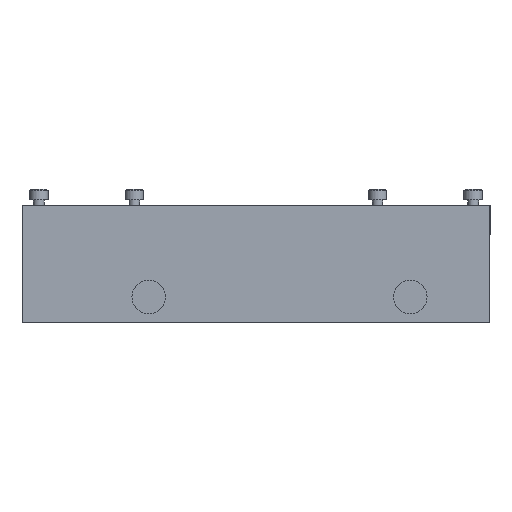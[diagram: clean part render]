
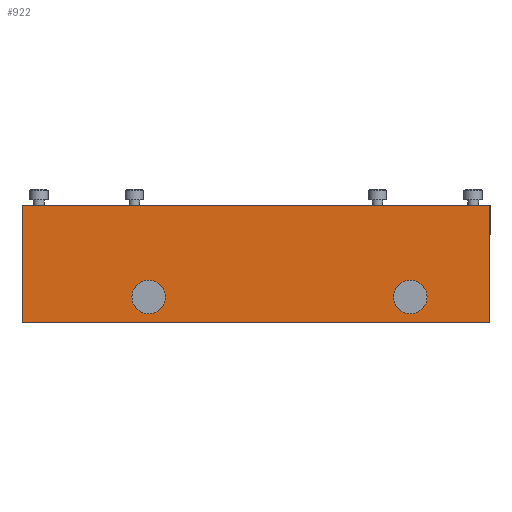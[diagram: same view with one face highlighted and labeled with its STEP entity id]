
A CAD part, left-side view. The second image highlights one B-rep face of the part: STEP entity #922.
In plain terms, the highlighted face is planar.
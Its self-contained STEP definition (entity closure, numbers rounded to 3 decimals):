
#19 = CARTESIAN_POINT ( 'NONE',  ( 146.685, -88.645, 44.45 ) ) ;
#115 = DIRECTION ( 'NONE',  ( 0., 1., 0. ) ) ;
#287 = DIRECTION ( 'NONE',  ( 0., 0., 1. ) ) ;
#376 = CARTESIAN_POINT ( 'NONE',  ( 146.685, -88.645, 0. ) ) ;
#454 = CIRCLE ( 'NONE', #5034, 6.35 ) ;
#618 = DIRECTION ( 'NONE',  ( 1., 0., 0. ) ) ;
#829 = LINE ( 'NONE', #3818, #2154 ) ;
#898 = EDGE_CURVE ( 'NONE', #3619, #7714, #9151, .T. ) ;
#922 = ADVANCED_FACE ( 'NONE', ( #7942, #1487, #4355 ), #7312, .F. ) ;
#1198 = EDGE_CURVE ( 'NONE', #5695, #9294, #1516, .T. ) ;
#1395 = DIRECTION ( 'NONE',  ( -1., 0., 0. ) ) ;
#1487 = FACE_BOUND ( 'NONE', #5008, .T. ) ;
#1516 = LINE ( 'NONE', #2141, #5813 ) ;
#1655 = ORIENTED_EDGE ( 'NONE', *, *, #1198, .T. ) ;
#1758 = DIRECTION ( 'NONE',  ( 0., 0., 1. ) ) ;
#1933 = DIRECTION ( 'NONE',  ( 0., 0., -1. ) ) ;
#2141 = CARTESIAN_POINT ( 'NONE',  ( 146.685, -88.645, 44.45 ) ) ;
#2154 = VECTOR ( 'NONE', #115, 1000. ) ;
#2397 = VECTOR ( 'NONE', #1933, 1000. ) ;
#2665 = DIRECTION ( 'NONE',  ( 0., 0., 1. ) ) ;
#2715 = VERTEX_POINT ( 'NONE', #5804 ) ;
#2763 = VERTEX_POINT ( 'NONE', #3829 ) ;
#2801 = ORIENTED_EDGE ( 'NONE', *, *, #8345, .F. ) ;
#2912 = CARTESIAN_POINT ( 'NONE',  ( 146.685, -88.645, 0. ) ) ;
#3134 = EDGE_LOOP ( 'NONE', ( #2801, #5591 ) ) ;
#3212 = EDGE_CURVE ( 'NONE', #9294, #4028, #7124, .T. ) ;
#3608 = ORIENTED_EDGE ( 'NONE', *, *, #8877, .F. ) ;
#3619 = VERTEX_POINT ( 'NONE', #4617 ) ;
#3657 = AXIS2_PLACEMENT_3D ( 'NONE', #19, #1395, #5157 ) ;
#3744 = VERTEX_POINT ( 'NONE', #7808 ) ;
#3818 = CARTESIAN_POINT ( 'NONE',  ( 146.685, -88.645, 44.45 ) ) ;
#3829 = CARTESIAN_POINT ( 'NONE',  ( 146.685, -58.455, 41.1 ) ) ;
#4028 = VERTEX_POINT ( 'NONE', #8914 ) ;
#4095 = CARTESIAN_POINT ( 'NONE',  ( 146.685, 40.645, 34.75 ) ) ;
#4124 = CARTESIAN_POINT ( 'NONE',  ( 146.685, -88.645, 44.45 ) ) ;
#4286 = CIRCLE ( 'NONE', #6741, 6.35 ) ;
#4355 = FACE_BOUND ( 'NONE', #3134, .T. ) ;
#4617 = CARTESIAN_POINT ( 'NONE',  ( 146.685, 40.645, 41.1 ) ) ;
#4943 = DIRECTION ( 'NONE',  ( 1., 0., 0. ) ) ;
#5008 = EDGE_LOOP ( 'NONE', ( #7116, #3608 ) ) ;
#5034 = AXIS2_PLACEMENT_3D ( 'NONE', #9200, #618, #2665 ) ;
#5157 = DIRECTION ( 'NONE',  ( 0., 0., 1. ) ) ;
#5395 = DIRECTION ( 'NONE',  ( 1., 0., 0. ) ) ;
#5591 = ORIENTED_EDGE ( 'NONE', *, *, #5694, .F. ) ;
#5658 = CARTESIAN_POINT ( 'NONE',  ( 146.685, -58.455, 34.75 ) ) ;
#5684 = DIRECTION ( 'NONE',  ( 0., 0., -1. ) ) ;
#5694 = EDGE_CURVE ( 'NONE', #2715, #2763, #4286, .T. ) ;
#5695 = VERTEX_POINT ( 'NONE', #4124 ) ;
#5749 = DIRECTION ( 'NONE',  ( 1., 0., 0. ) ) ;
#5804 = CARTESIAN_POINT ( 'NONE',  ( 146.685, -58.455, 28.4 ) ) ;
#5813 = VECTOR ( 'NONE', #5684, 1000. ) ;
#6339 = ORIENTED_EDGE ( 'NONE', *, *, #3212, .T. ) ;
#6355 = CARTESIAN_POINT ( 'NONE',  ( 146.685, 88.645, 44.45 ) ) ;
#6674 = AXIS2_PLACEMENT_3D ( 'NONE', #4095, #5395, #1758 ) ;
#6741 = AXIS2_PLACEMENT_3D ( 'NONE', #5658, #4943, #287 ) ;
#7116 = ORIENTED_EDGE ( 'NONE', *, *, #898, .F. ) ;
#7124 = LINE ( 'NONE', #2912, #8140 ) ;
#7228 = DIRECTION ( 'NONE',  ( 0., 0., 1. ) ) ;
#7312 = PLANE ( 'NONE',  #3657 ) ;
#7324 = AXIS2_PLACEMENT_3D ( 'NONE', #8708, #5749, #7228 ) ;
#7632 = EDGE_CURVE ( 'NONE', #5695, #3744, #829, .T. ) ;
#7714 = VERTEX_POINT ( 'NONE', #8798 ) ;
#7808 = CARTESIAN_POINT ( 'NONE',  ( 146.685, 88.645, 44.45 ) ) ;
#7889 = CIRCLE ( 'NONE', #6674, 6.35 ) ;
#7942 = FACE_OUTER_BOUND ( 'NONE', #8661, .T. ) ;
#7971 = LINE ( 'NONE', #6355, #2397 ) ;
#8140 = VECTOR ( 'NONE', #8699, 1000. ) ;
#8345 = EDGE_CURVE ( 'NONE', #2763, #2715, #454, .T. ) ;
#8661 = EDGE_LOOP ( 'NONE', ( #6339, #9292, #9214, #1655 ) ) ;
#8699 = DIRECTION ( 'NONE',  ( 0., 1., 0. ) ) ;
#8708 = CARTESIAN_POINT ( 'NONE',  ( 146.685, 40.645, 34.75 ) ) ;
#8798 = CARTESIAN_POINT ( 'NONE',  ( 146.685, 40.645, 28.4 ) ) ;
#8877 = EDGE_CURVE ( 'NONE', #7714, #3619, #7889, .T. ) ;
#8914 = CARTESIAN_POINT ( 'NONE',  ( 146.685, 88.645, 0. ) ) ;
#9151 = CIRCLE ( 'NONE', #7324, 6.35 ) ;
#9200 = CARTESIAN_POINT ( 'NONE',  ( 146.685, -58.455, 34.75 ) ) ;
#9214 = ORIENTED_EDGE ( 'NONE', *, *, #7632, .F. ) ;
#9292 = ORIENTED_EDGE ( 'NONE', *, *, #9402, .F. ) ;
#9294 = VERTEX_POINT ( 'NONE', #376 ) ;
#9402 = EDGE_CURVE ( 'NONE', #3744, #4028, #7971, .T. ) ;
